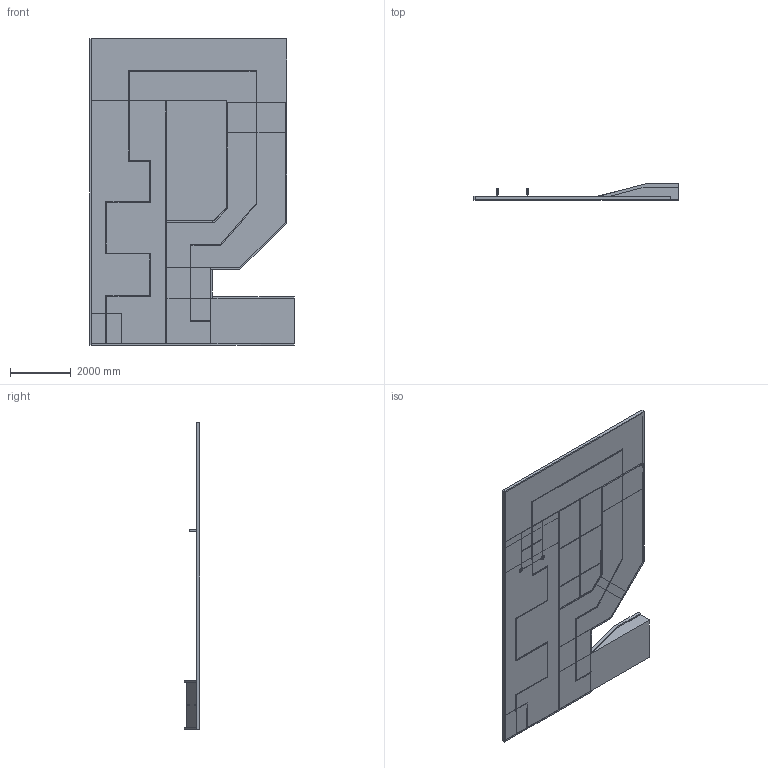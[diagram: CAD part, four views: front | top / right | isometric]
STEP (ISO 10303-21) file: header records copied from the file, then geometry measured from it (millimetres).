
FILE_DESCRIPTION (( 'STEP AP203' ), '1' );
FILE_NAME ('Arena_Default_sldprt.STEP', '2019-01-13T17:02:50', ( '' ), ( '' ), 'SwSTEP 2.0', 'SolidWorks 2018', '' );
FILE_SCHEMA (( 'CONFIG_CONTROL_DESIGN' ));
Length unit declared in the file: millimetre
Products named in the file (1): Arena_Default_sldprt
Bounding box: 6750 x 526.72 x 10100 mm (x, y, z)
Volume: 2157760572.2 mm3; surface area: 151723986.3 mm2
Topology: 35 solids, 35 shells, 323 faces, 724 edges, 472 vertices
Faces by surface type: plane 303, cylinder 20
Entity records: 8844 total; most frequent: CARTESIAN_POINT 1520, ORIENTED_EDGE 1448, DIRECTION 1445, EDGE_CURVE 724, LINE 651, VECTOR 651, VERTEX_POINT 472, AXIS2_PLACEMENT_3D 397
